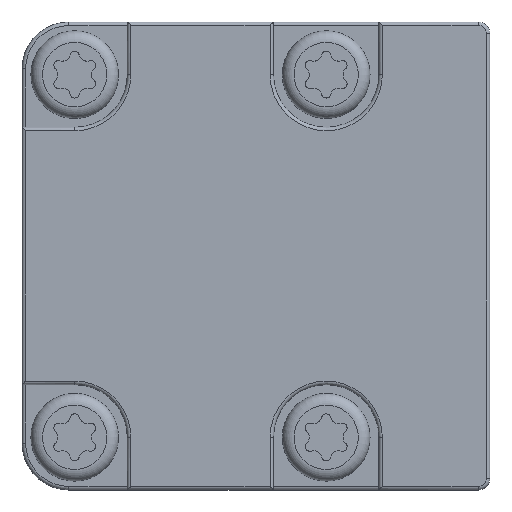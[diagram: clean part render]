
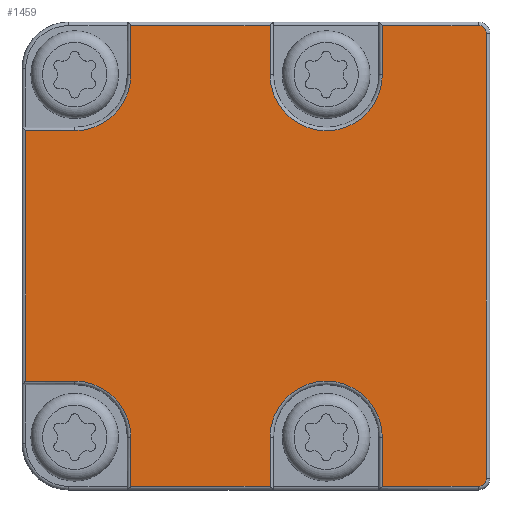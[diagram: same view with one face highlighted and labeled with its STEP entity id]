
A CAD part, top view. The second image highlights one B-rep face of the part: STEP entity #1459.
In plain terms, the highlighted planar face has unit normal (0, 0, 1).
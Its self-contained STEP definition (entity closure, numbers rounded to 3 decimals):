
#98=LINE('',#2502,#190);
#99=LINE('',#2505,#191);
#100=LINE('',#2507,#192);
#101=LINE('',#2511,#193);
#102=LINE('',#2513,#194);
#103=LINE('',#2517,#195);
#104=LINE('',#2521,#196);
#105=LINE('',#2523,#197);
#106=LINE('',#2527,#198);
#107=LINE('',#2529,#199);
#108=LINE('',#2531,#200);
#109=LINE('',#2535,#201);
#110=LINE('',#2537,#202);
#111=LINE('',#2539,#203);
#190=VECTOR('',#1993,1000.);
#191=VECTOR('',#1994,1000.);
#192=VECTOR('',#1995,1000.);
#193=VECTOR('',#1998,1000.);
#194=VECTOR('',#1999,1000.);
#195=VECTOR('',#2002,1000.);
#196=VECTOR('',#2005,1000.);
#197=VECTOR('',#2006,1000.);
#198=VECTOR('',#2009,1000.);
#199=VECTOR('',#2010,1000.);
#200=VECTOR('',#2011,1000.);
#201=VECTOR('',#2014,1000.);
#202=VECTOR('',#2015,1000.);
#203=VECTOR('',#2016,1000.);
#458=ORIENTED_EDGE('',*,*,#820,.T.);
#459=ORIENTED_EDGE('',*,*,#821,.T.);
#460=ORIENTED_EDGE('',*,*,#822,.T.);
#461=ORIENTED_EDGE('',*,*,#823,.T.);
#462=ORIENTED_EDGE('',*,*,#824,.T.);
#463=ORIENTED_EDGE('',*,*,#825,.T.);
#464=ORIENTED_EDGE('',*,*,#826,.T.);
#465=ORIENTED_EDGE('',*,*,#827,.T.);
#466=ORIENTED_EDGE('',*,*,#828,.T.);
#467=ORIENTED_EDGE('',*,*,#829,.T.);
#468=ORIENTED_EDGE('',*,*,#830,.T.);
#469=ORIENTED_EDGE('',*,*,#831,.T.);
#470=ORIENTED_EDGE('',*,*,#832,.T.);
#471=ORIENTED_EDGE('',*,*,#833,.T.);
#472=ORIENTED_EDGE('',*,*,#834,.T.);
#473=ORIENTED_EDGE('',*,*,#835,.T.);
#474=ORIENTED_EDGE('',*,*,#836,.T.);
#475=ORIENTED_EDGE('',*,*,#837,.T.);
#476=ORIENTED_EDGE('',*,*,#838,.T.);
#477=ORIENTED_EDGE('',*,*,#839,.T.);
#820=EDGE_CURVE('',#1006,#1007,#98,.F.);
#821=EDGE_CURVE('',#1007,#1008,#99,.T.);
#822=EDGE_CURVE('',#1008,#1009,#100,.F.);
#823=EDGE_CURVE('',#1009,#1010,#1112,.F.);
#824=EDGE_CURVE('',#1010,#1011,#101,.F.);
#825=EDGE_CURVE('',#1011,#1012,#102,.T.);
#826=EDGE_CURVE('',#1012,#1013,#1113,.T.);
#827=EDGE_CURVE('',#1013,#1014,#103,.T.);
#828=EDGE_CURVE('',#1014,#1015,#1114,.T.);
#829=EDGE_CURVE('',#1015,#1016,#104,.T.);
#830=EDGE_CURVE('',#1016,#1017,#105,.F.);
#831=EDGE_CURVE('',#1017,#1018,#1115,.F.);
#832=EDGE_CURVE('',#1018,#1019,#106,.F.);
#833=EDGE_CURVE('',#1019,#1020,#107,.T.);
#834=EDGE_CURVE('',#1020,#1021,#108,.F.);
#835=EDGE_CURVE('',#1021,#1022,#1116,.F.);
#836=EDGE_CURVE('',#1022,#1023,#109,.F.);
#837=EDGE_CURVE('',#1023,#1024,#110,.T.);
#838=EDGE_CURVE('',#1024,#1025,#111,.F.);
#839=EDGE_CURVE('',#1025,#1006,#1117,.F.);
#1006=VERTEX_POINT('',#2503);
#1007=VERTEX_POINT('',#2504);
#1008=VERTEX_POINT('',#2506);
#1009=VERTEX_POINT('',#2508);
#1010=VERTEX_POINT('',#2510);
#1011=VERTEX_POINT('',#2512);
#1012=VERTEX_POINT('',#2514);
#1013=VERTEX_POINT('',#2516);
#1014=VERTEX_POINT('',#2518);
#1015=VERTEX_POINT('',#2520);
#1016=VERTEX_POINT('',#2522);
#1017=VERTEX_POINT('',#2524);
#1018=VERTEX_POINT('',#2526);
#1019=VERTEX_POINT('',#2528);
#1020=VERTEX_POINT('',#2530);
#1021=VERTEX_POINT('',#2532);
#1022=VERTEX_POINT('',#2534);
#1023=VERTEX_POINT('',#2536);
#1024=VERTEX_POINT('',#2538);
#1025=VERTEX_POINT('',#2540);
#1112=CIRCLE('',#1638,4.8);
#1113=CIRCLE('',#1639,0.7);
#1114=CIRCLE('',#1640,0.7);
#1115=CIRCLE('',#1641,4.8);
#1116=CIRCLE('',#1642,4.8);
#1117=CIRCLE('',#1643,4.8);
#1211=EDGE_LOOP('',(#458,#459,#460,#461,#462,#463,#464,#465,#466,#467,#468,
#469,#470,#471,#472,#473,#474,#475,#476,#477));
#1331=FACE_BOUND('',#1211,.T.);
#1413=PLANE('',#1637);
#1459=ADVANCED_FACE('',(#1331),#1413,.T.);
#1637=AXIS2_PLACEMENT_3D('',#2501,#1991,#1992);
#1638=AXIS2_PLACEMENT_3D('',#2509,#1996,#1997);
#1639=AXIS2_PLACEMENT_3D('',#2515,#2000,#2001);
#1640=AXIS2_PLACEMENT_3D('',#2519,#2003,#2004);
#1641=AXIS2_PLACEMENT_3D('',#2525,#2007,#2008);
#1642=AXIS2_PLACEMENT_3D('',#2533,#2012,#2013);
#1643=AXIS2_PLACEMENT_3D('',#2541,#2017,#2018);
#1991=DIRECTION('',(0.,0.,1.));
#1992=DIRECTION('',(1.,0.,0.));
#1993=DIRECTION('',(0.,1.,0.));
#1994=DIRECTION('',(1.,0.,0.));
#1995=DIRECTION('',(0.,-1.,0.));
#1996=DIRECTION('',(0.,0.,1.));
#1997=DIRECTION('',(1.,0.,0.));
#1998=DIRECTION('',(0.,1.,0.));
#1999=DIRECTION('',(1.,0.,0.));
#2000=DIRECTION('',(0.,0.,1.));
#2001=DIRECTION('',(1.,0.,0.));
#2002=DIRECTION('',(0.,1.,0.));
#2003=DIRECTION('',(0.,0.,1.));
#2004=DIRECTION('',(1.,0.,0.));
#2005=DIRECTION('',(-1.,0.,0.));
#2006=DIRECTION('',(0.,1.,0.));
#2007=DIRECTION('',(0.,0.,1.));
#2008=DIRECTION('',(1.,0.,0.));
#2009=DIRECTION('',(0.,-1.,0.));
#2010=DIRECTION('',(-1.,0.,0.));
#2011=DIRECTION('',(0.,1.,0.));
#2012=DIRECTION('',(0.,0.,1.));
#2013=DIRECTION('',(1.,0.,0.));
#2014=DIRECTION('',(1.,0.,0.));
#2015=DIRECTION('',(0.,-1.,0.));
#2016=DIRECTION('',(-1.,0.,0.));
#2017=DIRECTION('',(0.,0.,1.));
#2018=DIRECTION('',(1.,0.,0.));
#2501=CARTESIAN_POINT('',(4.,4.,0.));
#2502=CARTESIAN_POINT('',(9.3,0.,0.));
#2503=CARTESIAN_POINT('',(9.3,4.5,0.));
#2504=CARTESIAN_POINT('',(9.3,0.3,0.));
#2505=CARTESIAN_POINT('',(4.,0.3,0.));
#2506=CARTESIAN_POINT('',(21.2,0.3,0.));
#2507=CARTESIAN_POINT('',(21.2,4.5,0.));
#2508=CARTESIAN_POINT('',(21.2,4.5,0.));
#2509=CARTESIAN_POINT('',(26.,4.5,0.));
#2510=CARTESIAN_POINT('',(30.8,4.5,0.));
#2511=CARTESIAN_POINT('',(30.8,0.,0.));
#2512=CARTESIAN_POINT('',(30.8,0.3,0.));
#2513=CARTESIAN_POINT('',(4.,0.3,0.));
#2514=CARTESIAN_POINT('',(39.,0.3,0.));
#2515=CARTESIAN_POINT('',(39.,1.,0.));
#2516=CARTESIAN_POINT('',(39.7,1.,0.));
#2517=CARTESIAN_POINT('',(39.7,4.,0.));
#2518=CARTESIAN_POINT('',(39.7,39.,0.));
#2519=CARTESIAN_POINT('',(39.,39.,0.));
#2520=CARTESIAN_POINT('',(39.,39.7,0.));
#2521=CARTESIAN_POINT('',(4.,39.7,0.));
#2522=CARTESIAN_POINT('',(30.8,39.7,0.));
#2523=CARTESIAN_POINT('',(30.8,35.5,0.));
#2524=CARTESIAN_POINT('',(30.8,35.5,0.));
#2525=CARTESIAN_POINT('',(26.,35.5,0.));
#2526=CARTESIAN_POINT('',(21.2,35.5,0.));
#2527=CARTESIAN_POINT('',(21.2,40.,0.));
#2528=CARTESIAN_POINT('',(21.2,39.7,0.));
#2529=CARTESIAN_POINT('',(4.,39.7,0.));
#2530=CARTESIAN_POINT('',(9.3,39.7,0.));
#2531=CARTESIAN_POINT('',(9.3,35.5,0.));
#2532=CARTESIAN_POINT('',(9.3,35.5,0.));
#2533=CARTESIAN_POINT('',(4.5,35.5,0.));
#2534=CARTESIAN_POINT('',(4.5,30.7,0.));
#2535=CARTESIAN_POINT('',(0.,30.7,0.));
#2536=CARTESIAN_POINT('',(0.3,30.7,0.));
#2537=CARTESIAN_POINT('',(0.3,4.,0.));
#2538=CARTESIAN_POINT('',(0.3,9.3,0.));
#2539=CARTESIAN_POINT('',(4.5,9.3,0.));
#2540=CARTESIAN_POINT('',(4.5,9.3,0.));
#2541=CARTESIAN_POINT('',(4.5,4.5,0.));
